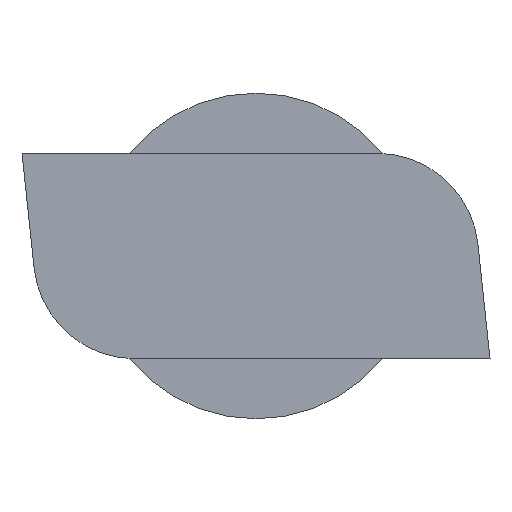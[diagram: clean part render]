
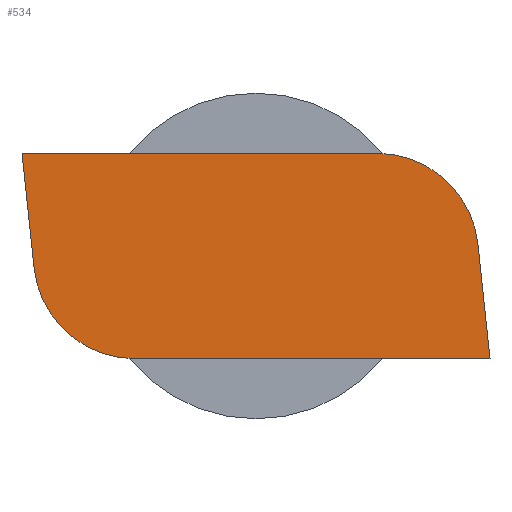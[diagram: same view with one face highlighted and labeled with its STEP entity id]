
A CAD part, front view. The second image highlights one B-rep face of the part: STEP entity #534.
In plain terms, the highlighted planar face has unit normal (0, -1, 0).
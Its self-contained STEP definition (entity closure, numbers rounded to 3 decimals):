
#1 = DIRECTION ( 'NONE',  ( 0., 0., -1. ) ) ;
#18 = ORIENTED_EDGE ( 'NONE', *, *, #319, .F. ) ;
#62 = CARTESIAN_POINT ( 'NONE',  ( -5.936, 0., -5.05 ) ) ;
#69 = VERTEX_POINT ( 'NONE', #110 ) ;
#104 = EDGE_CURVE ( 'NONE', #432, #384, #206, .T. ) ;
#110 = CARTESIAN_POINT ( 'NONE',  ( 11.5, 0., -5.05 ) ) ;
#113 = DIRECTION ( 'NONE',  ( 1., 0., 0. ) ) ;
#133 = DIRECTION ( 'NONE',  ( 0., 1., 0. ) ) ;
#157 = ORIENTED_EDGE ( 'NONE', *, *, #681, .F. ) ;
#198 = CARTESIAN_POINT ( 'NONE',  ( -10.909, 0., -0.573 ) ) ;
#201 = CARTESIAN_POINT ( 'NONE',  ( -11.5, 0., 5.05 ) ) ;
#206 = LINE ( 'NONE', #201, #1209 ) ;
#254 = CARTESIAN_POINT ( 'NONE',  ( -5.936, 0., -0.05 ) ) ;
#258 = LINE ( 'NONE', #744, #455 ) ;
#274 = LINE ( 'NONE', #658, #437 ) ;
#291 = VERTEX_POINT ( 'NONE', #62 ) ;
#319 = EDGE_CURVE ( 'NONE', #291, #589, #389, .T. ) ;
#326 = DIRECTION ( 'NONE',  ( -1., 0., 0. ) ) ;
#349 = DIRECTION ( 'NONE',  ( 0., 0., -1. ) ) ;
#350 = LINE ( 'NONE', #717, #955 ) ;
#368 = AXIS2_PLACEMENT_3D ( 'NONE', #721, #133, #820 ) ;
#384 = VERTEX_POINT ( 'NONE', #848 ) ;
#389 = CIRCLE ( 'NONE', #980, 5. ) ;
#432 = VERTEX_POINT ( 'NONE', #938 ) ;
#437 = VECTOR ( 'NONE', #1197, 1000. ) ;
#455 = VECTOR ( 'NONE', #665, 1000. ) ;
#463 = ORIENTED_EDGE ( 'NONE', *, *, #104, .F. ) ;
#473 = PLANE ( 'NONE',  #652 ) ;
#534 = ADVANCED_FACE ( 'NONE', ( #676 ), #473, .T. ) ;
#578 = DIRECTION ( 'NONE',  ( 0., -1., 0. ) ) ;
#582 = CARTESIAN_POINT ( 'NONE',  ( 10.909, 0., 0.573 ) ) ;
#589 = VERTEX_POINT ( 'NONE', #198 ) ;
#639 = ORIENTED_EDGE ( 'NONE', *, *, #910, .F. ) ;
#647 = EDGE_CURVE ( 'NONE', #69, #291, #350, .T. ) ;
#652 = AXIS2_PLACEMENT_3D ( 'NONE', #952, #578, #1 ) ;
#658 = CARTESIAN_POINT ( 'NONE',  ( -11.5, 0., 5.05 ) ) ;
#665 = DIRECTION ( 'NONE',  ( 0.105, 0., -0.995 ) ) ;
#676 = FACE_OUTER_BOUND ( 'NONE', #752, .T. ) ;
#681 = EDGE_CURVE ( 'NONE', #384, #1134, #872, .T. ) ;
#717 = CARTESIAN_POINT ( 'NONE',  ( -5.936, 0., -5.05 ) ) ;
#721 = CARTESIAN_POINT ( 'NONE',  ( 5.936, 0., 0.05 ) ) ;
#732 = ORIENTED_EDGE ( 'NONE', *, *, #1207, .F. ) ;
#744 = CARTESIAN_POINT ( 'NONE',  ( 10.909, 0., 0.573 ) ) ;
#752 = EDGE_LOOP ( 'NONE', ( #732, #18, #886, #639, #157, #463 ) ) ;
#820 = DIRECTION ( 'NONE',  ( 0., 0., 1. ) ) ;
#848 = CARTESIAN_POINT ( 'NONE',  ( 5.936, 0., 5.05 ) ) ;
#872 = CIRCLE ( 'NONE', #368, 5. ) ;
#886 = ORIENTED_EDGE ( 'NONE', *, *, #647, .F. ) ;
#910 = EDGE_CURVE ( 'NONE', #1134, #69, #258, .T. ) ;
#931 = DIRECTION ( 'NONE',  ( 0., 1., 0. ) ) ;
#938 = CARTESIAN_POINT ( 'NONE',  ( -11.5, 0., 5.05 ) ) ;
#952 = CARTESIAN_POINT ( 'NONE',  ( -5.936, 0., -0.05 ) ) ;
#955 = VECTOR ( 'NONE', #326, 1000. ) ;
#980 = AXIS2_PLACEMENT_3D ( 'NONE', #254, #931, #349 ) ;
#1134 = VERTEX_POINT ( 'NONE', #582 ) ;
#1197 = DIRECTION ( 'NONE',  ( -0.105, 0., 0.995 ) ) ;
#1207 = EDGE_CURVE ( 'NONE', #589, #432, #274, .T. ) ;
#1209 = VECTOR ( 'NONE', #113, 1000. ) ;
